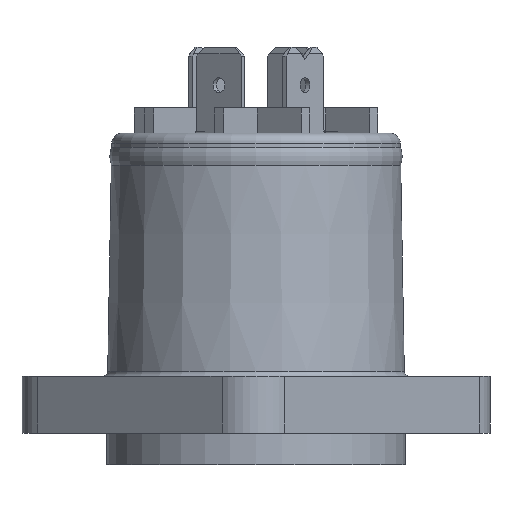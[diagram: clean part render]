
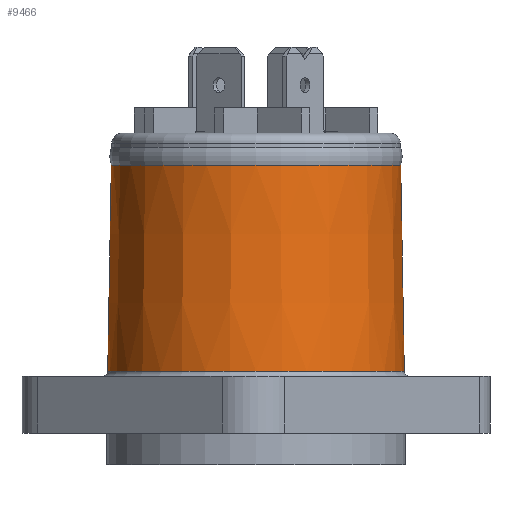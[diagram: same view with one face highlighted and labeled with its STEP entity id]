
A CAD part, front view. The second image highlights one B-rep face of the part: STEP entity #9466.
In plain terms, the highlighted conical face has half-angle 1 degrees and reference radius 11.576 mm.
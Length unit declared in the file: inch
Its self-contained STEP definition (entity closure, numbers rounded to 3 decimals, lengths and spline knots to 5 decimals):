
#149=CONICAL_SURFACE('',#9940,0.45574,1.);
#334=CIRCLE('',#9939,0.46134);
#335=CIRCLE('',#9941,0.45014);
#406=FACE_BOUND('',#921,.T.);
#623=FACE_OUTER_BOUND('',#920,.T.);
#920=EDGE_LOOP('',(#8383));
#921=EDGE_LOOP('',(#8384));
#4823=VERTEX_POINT('',#15260);
#4824=VERTEX_POINT('',#15263);
#6410=EDGE_CURVE('',#4823,#4823,#334,.T.);
#6411=EDGE_CURVE('',#4824,#4824,#335,.T.);
#8383=ORIENTED_EDGE('',*,*,#6411,.F.);
#8384=ORIENTED_EDGE('',*,*,#6410,.F.);
#9466=ADVANCED_FACE('',(#623,#406),#149,.T.);
#9939=AXIS2_PLACEMENT_3D('',#15261,#11856,#11857);
#9940=AXIS2_PLACEMENT_3D('',#15262,#11858,#11859);
#9941=AXIS2_PLACEMENT_3D('',#15264,#11860,#11861);
#11856=DIRECTION('center_axis',(0.,0.,-1.));
#11857=DIRECTION('ref_axis',(0.766,-0.643,0.));
#11858=DIRECTION('center_axis',(0.,0.,-1.));
#11859=DIRECTION('ref_axis',(-0.766,0.643,0.));
#11860=DIRECTION('center_axis',(0.,0.,1.));
#11861=DIRECTION('ref_axis',(-0.766,0.643,0.));
#15260=CARTESIAN_POINT('',(0.35341,-0.29655,-0.51708));
#15261=CARTESIAN_POINT('Origin',(0.,0.,-0.51708));
#15262=CARTESIAN_POINT('Origin',(0.,0.,-0.19626));
#15263=CARTESIAN_POINT('',(0.34483,-0.28935,0.12456));
#15264=CARTESIAN_POINT('Origin',(0.,0.,0.12456));
